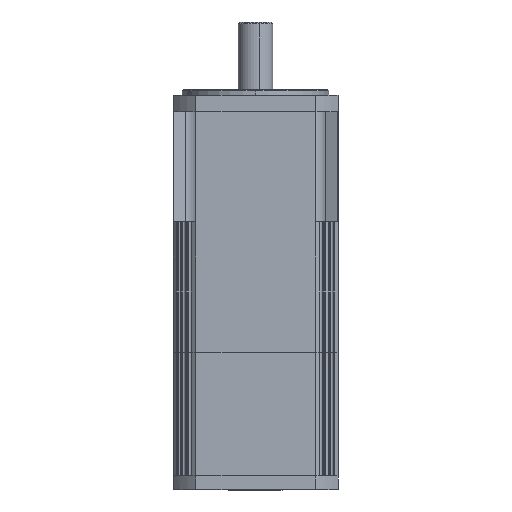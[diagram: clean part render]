
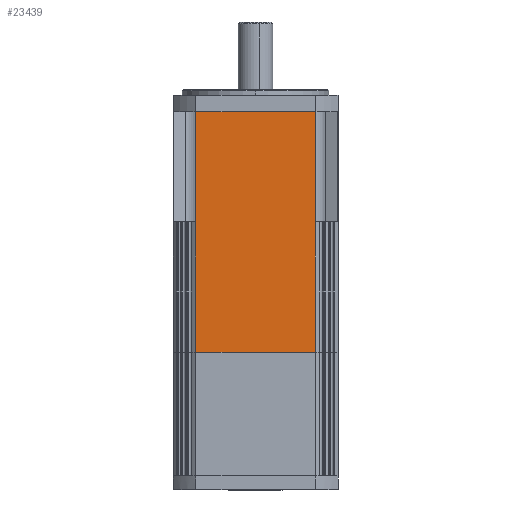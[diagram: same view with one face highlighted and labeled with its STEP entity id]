
A CAD part, front view. The second image highlights one B-rep face of the part: STEP entity #23439.
In plain terms, the highlighted planar face has unit normal (0, -1, 0).
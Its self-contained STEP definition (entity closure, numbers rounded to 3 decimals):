
#23400=CARTESIAN_POINT('',(32.485,-45.0,0.0));
#23401=DIRECTION('',(0.0,-1.0,0.0));
#23402=DIRECTION('',(0.0,0.0,-1.0));
#23403=AXIS2_PLACEMENT_3D('',#23400,#23401,#23402);
#23404=PLANE('',#23403);
#23405=CARTESIAN_POINT('',(32.485,-45.0,131.0));
#23406=VERTEX_POINT('',#23405);
#23407=CARTESIAN_POINT('',(-32.485,-45.0,131.0));
#23408=VERTEX_POINT('',#23407);
#23409=CARTESIAN_POINT('',(32.485,-45.0,131.0));
#23410=DIRECTION('',(-1.0,0.0,0.0));
#23411=VECTOR('',#23410,64.969);
#23412=LINE('',#23409,#23411);
#23413=EDGE_CURVE('',#23406,#23408,#23412,.T.);
#23414=ORIENTED_EDGE('',*,*,#23413,.T.);
#23415=CARTESIAN_POINT('',(-32.485,-45.0,0.0));
#23416=VERTEX_POINT('',#23415);
#23417=CARTESIAN_POINT('',(-32.485,-45.0,0.0));
#23418=DIRECTION('',(0.0,0.0,1.0));
#23419=VECTOR('',#23418,131.0);
#23420=LINE('',#23417,#23419);
#23421=EDGE_CURVE('',#23416,#23408,#23420,.T.);
#23422=ORIENTED_EDGE('',*,*,#23421,.F.);
#23423=CARTESIAN_POINT('',(32.485,-45.0,0.0));
#23424=VERTEX_POINT('',#23423);
#23425=CARTESIAN_POINT('',(-32.485,-45.0,0.0));
#23426=DIRECTION('',(1.0,0.0,0.0));
#23427=VECTOR('',#23426,64.969);
#23428=LINE('',#23425,#23427);
#23429=EDGE_CURVE('',#23416,#23424,#23428,.T.);
#23430=ORIENTED_EDGE('',*,*,#23429,.T.);
#23431=CARTESIAN_POINT('',(32.485,-45.0,0.0));
#23432=DIRECTION('',(0.0,0.0,1.0));
#23433=VECTOR('',#23432,131.0);
#23434=LINE('',#23431,#23433);
#23435=EDGE_CURVE('',#23424,#23406,#23434,.T.);
#23436=ORIENTED_EDGE('',*,*,#23435,.T.);
#23437=EDGE_LOOP('',(#23414,#23422,#23430,#23436));
#23438=FACE_OUTER_BOUND('',#23437,.T.);
#23439=ADVANCED_FACE('',(#23438),#23404,.T.);
